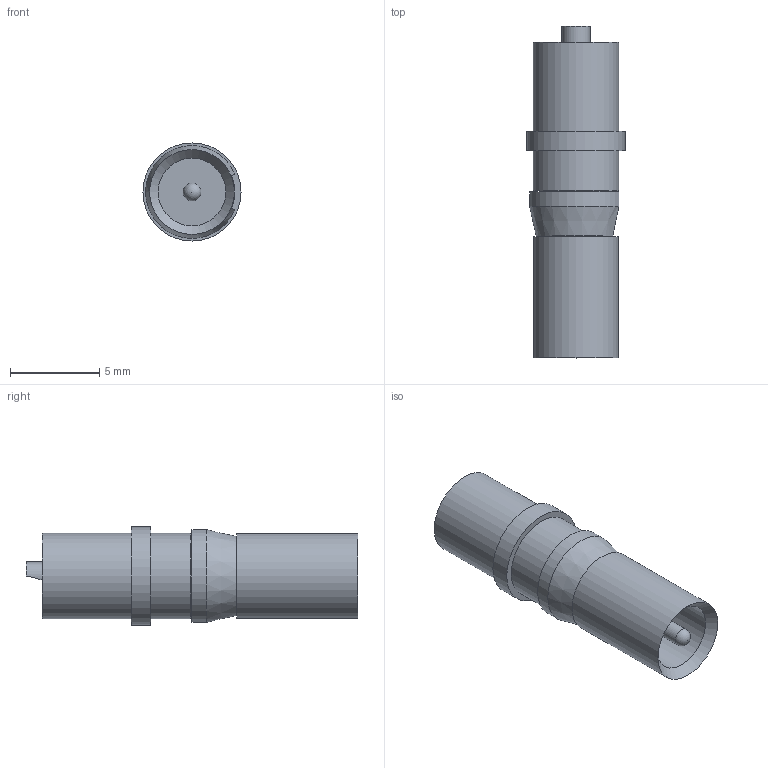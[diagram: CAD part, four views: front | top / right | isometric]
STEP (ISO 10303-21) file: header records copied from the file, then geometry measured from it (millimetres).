
FILE_DESCRIPTION(/* description */ (''),/* implementation_level */ '2;1');
FILE_NAME(/* name */ '100558347ugm000_a.stp',/* time_stamp */ '2013-12-20T09:59:38+01:00',/* author */ (''),/* organization */ (''),/* preprocessor_version */ 'ST-DEVELOPER v15',/* originating_system */ 'SIEMENS PLM Software NX 8.5',/* authorisation */ '');
FILE_SCHEMA (('AUTOMOTIVE_DESIGN { 1 0 10303 214 3 1 1 1 }'));
Length unit declared in the file: millimetre
Products named in the file (1): 100558347ugm000_a
Bounding box: 5.5 x 18.6 x 5.5 mm (x, y, z)
Volume: 202 mm3; surface area: 545.1 mm2
Topology: 1 solids, 1 shells, 29 faces, 56 edges, 35 vertices
Faces by surface type: cylinder 12, plane 12, cone 4, sphere 1
Full cylindrical faces by diameter (mm): 1 x2, 1.6 x1, 2.9 x1, 3.81 x1, 4 x1, 4.75 x1, 4.8 x2, 5.5 x1
Entity records: 716 total; most frequent: CARTESIAN_POINT 133, DIRECTION 124, ORIENTED_EDGE 80, AXIS2_PLACEMENT_3D 56, EDGE_LOOP 49, FACE_BOUND 43, EDGE_CURVE 40, VERTEX_POINT 35
